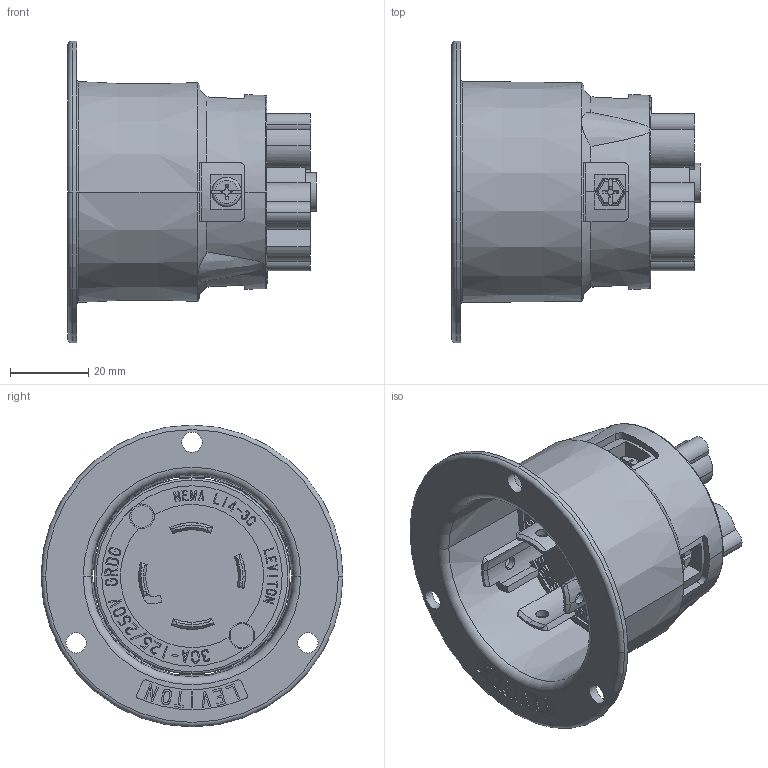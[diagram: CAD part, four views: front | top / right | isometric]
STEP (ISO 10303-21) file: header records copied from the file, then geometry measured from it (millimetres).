
FILE_DESCRIPTION (( 'STEP AP214' ), '1' );
FILE_NAME ('CATSTD-02715-000-M01.STEP', '2022-06-24T14:39:02', ( '' ), ( '' ), 'SwSTEP 2.0', 'SolidWorks 2020', '' );
FILE_SCHEMA (( 'AUTOMOTIVE_DESIGN' ));
Length unit declared in the file: inch
Products named in the file (1): CATSTD-02715-000-M01
Bounding box: 63.47 x 76.99 x 76.99 mm (x, y, z)
Volume: 72789.1 mm3; surface area: 30174.4 mm2
Topology: 1 solids, 5 shells, 1088 faces, 3006 edges, 1984 vertices
Faces by surface type: plane 538, cylinder 399, cone 106, torus 33, bspline 12
Full cylindrical faces by diameter (mm): 5.207 x3, 9.931 x1
Entity records: 53143 total; most frequent: CARTESIAN_POINT 11020, ORIENTED_EDGE 5996, DIRECTION 5795, EDGE_CURVE 2998, AXIS2_PLACEMENT_3D 2060, VERTEX_POINT 1980, VECTOR 1675, LINE 1675
